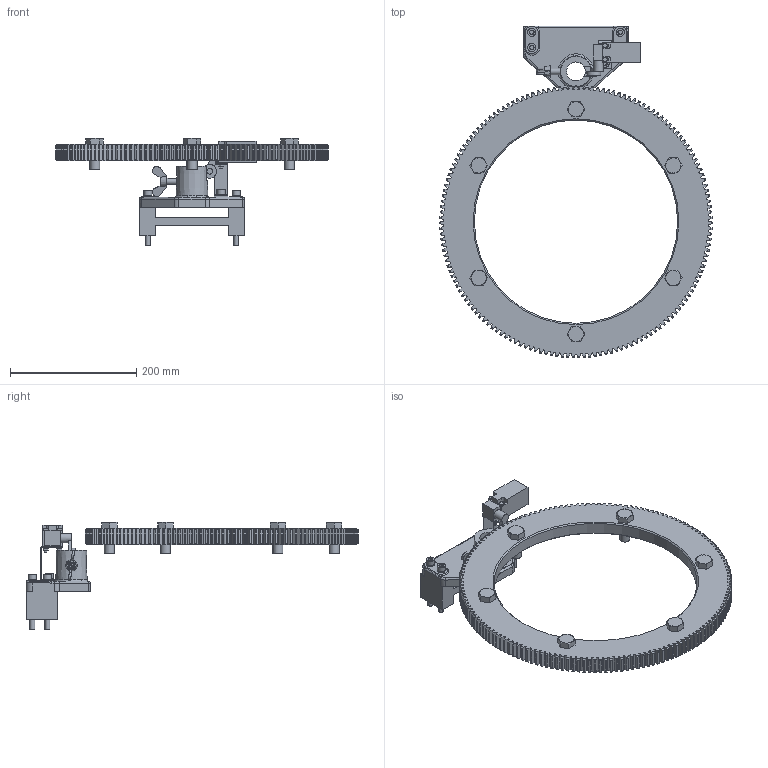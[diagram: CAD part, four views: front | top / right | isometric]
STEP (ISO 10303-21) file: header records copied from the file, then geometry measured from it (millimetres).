
FILE_DESCRIPTION (( 'STEP AP203' ), '1' );
FILE_NAME ('uapll125.STEP', '2022-11-03T11:12:12', ( '' ), ( '' ), '', '', '' );
FILE_SCHEMA (( 'CONFIG_CONTROL_DESIGN' ));
Products named in the file (1): uapll125
Bounding box: 431.69 x 525.82 x 170.5 mm (x, y, z)
Volume: 1973315.3 mm3; surface area: 355337.4 mm2
Topology: 2 solids, 2 shells, 1387 faces, 3892 edges, 2558 vertices
Faces by surface type: cylinder 411, cone 377, bspline 317, plane 271, torus 11
Full cylindrical faces by diameter (mm): 4 x4, 4.3 x2, 5 x2, 8 x6, 8.5 x2, 9 x7, 10 x2, 13 x6, 15 x1, 16 x6, 16.203 x1, 17.5 x6, 18 x1, 22 x1, 30 x1, 322 x1, 404 x1
Entity records: 49312 total; most frequent: CARTESIAN_POINT 16701, ORIENTED_EDGE 7568, DIRECTION 5698, EDGE_CURVE 3784, VERTEX_POINT 2516, AXIS2_PLACEMENT_3D 2307, EDGE_LOOP 1528, FACE_OUTER_BOUND 1437
